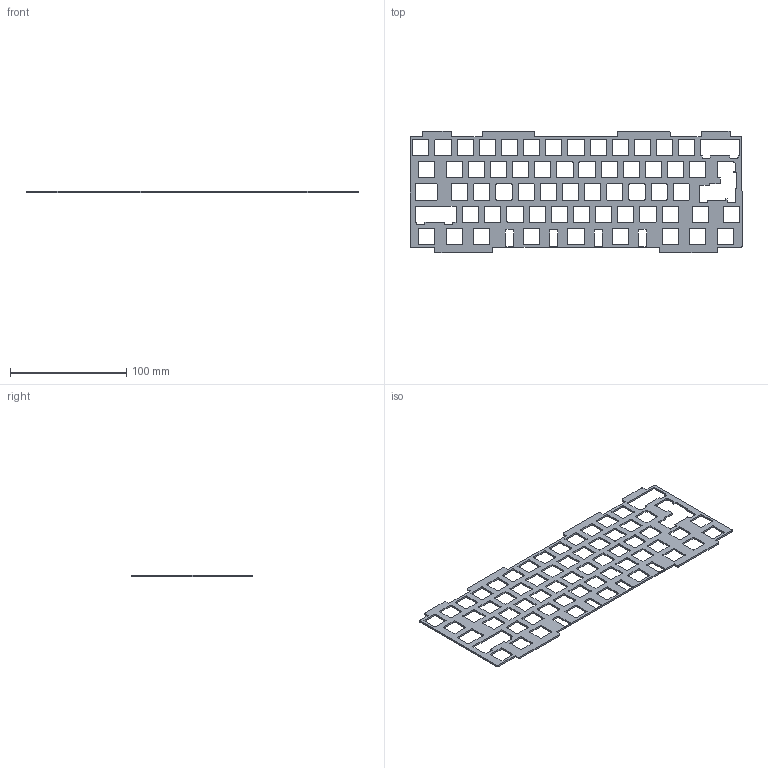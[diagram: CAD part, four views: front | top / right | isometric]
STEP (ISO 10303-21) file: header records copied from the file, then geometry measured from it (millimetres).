
FILE_DESCRIPTION(/* description */ (''),/* implementation_level */ '2;1');
FILE_NAME(/* name */ 'plate.step',/* time_stamp */ '2024-07-17T08:14:34+02:00',/* author */ (''),/* organization */ (''),/* preprocessor_version */ 'ST-DEVELOPER v20',/* originating_system */ 'Autodesk Translation Framework v13.14.0.145',/* authorisation */ '');
FILE_SCHEMA (('AUTOMOTIVE_DESIGN { 1 0 10303 214 3 1 1 }'));
Length unit declared in the file: millimetre
Products named in the file (3): HHLB_60_HHKB; Keyboard; Plate
Assembly tree (2 placements, depth 3):
  HHLB_60_HHKB
    Keyboard
      Plate
Bounding box: 285.45 x 104.25 x 1.5 mm (x, y, z)
Volume: 21971.7 mm3; surface area: 36149.7 mm2
Topology: 1 solids, 1 shells, 628 faces, 1878 edges, 1252 vertices
Faces by surface type: plane 330, cylinder 298
Entity records: 21629 total; most frequent: CARTESIAN_POINT 3763, ORIENTED_EDGE 3756, DIRECTION 3740, EDGE_CURVE 1878, LINE 1282, VECTOR 1282, VERTEX_POINT 1252, AXIS2_PLACEMENT_3D 1229
